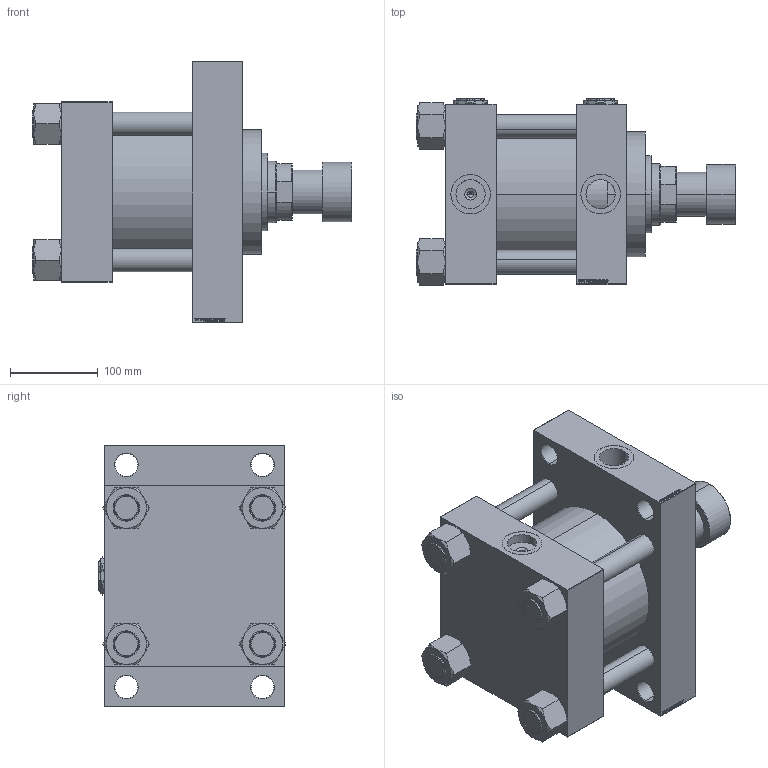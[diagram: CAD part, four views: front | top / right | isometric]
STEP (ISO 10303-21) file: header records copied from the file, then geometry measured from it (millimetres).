
FILE_DESCRIPTION (( 'STEP AP203' ), '1' );
FILE_NAME ('69cd.STEP', '2024-01-05T09:33:34', ( '' ), ( '' ), 'SwSTEP 2.0', 'SolidWorks 2019', '' );
FILE_SCHEMA (( 'CONFIG_CONTROL_DESIGN' ));
Length unit declared in the file: millimetre
Products named in the file (8): V215CR_ROD_END_F 4f96b349eabdb582e810b116164509c1; V215CR_VCP_D 4f96b349eabdb582e810b116164509c1; V215CR_D_Body 4f96b349eabdb582e810b116164509c1; 69cd; V215CR_D_TYCINKA 4f96b349eabdb582e810b116164509c1; V215_VC_A 4f96b349eabdb582e810b116164509c1; Zatka_pro_OIL_PORT 4f96b349eabdb582e810b116164509c1; NUT_M5_D 4f96b349eabdb582e810b116164509c1
Assembly tree (14 placements, depth 2):
  69cd
    V215CR_D_Body 4f96b349eabdb582e810b116164509c1
    V215CR_VCP_D 4f96b349eabdb582e810b116164509c1
    NUT_M5_D 4f96b349eabdb582e810b116164509c1  x4
    V215CR_D_TYCINKA 4f96b349eabdb582e810b116164509c1  x4
    V215_VC_A 4f96b349eabdb582e810b116164509c1
    V215CR_ROD_END_F 4f96b349eabdb582e810b116164509c1
    Zatka_pro_OIL_PORT 4f96b349eabdb582e810b116164509c1  x2
Bounding box: 364 x 213.57 x 297 mm (x, y, z)
Volume: 8013010.1 mm3; surface area: 761324 mm2
Topology: 14 solids, 14 shells, 1263 faces, 3166 edges, 2048 vertices
Faces by surface type: plane 596, bspline 368, cone 184, cylinder 103, torus 12
Entity records: 50302 total; most frequent: CARTESIAN_POINT 25989, ORIENTED_EDGE 5404, DIRECTION 3594, EDGE_CURVE 2702, VERTEX_POINT 1768, LINE 1568, VECTOR 1568, EDGE_LOOP 1204
